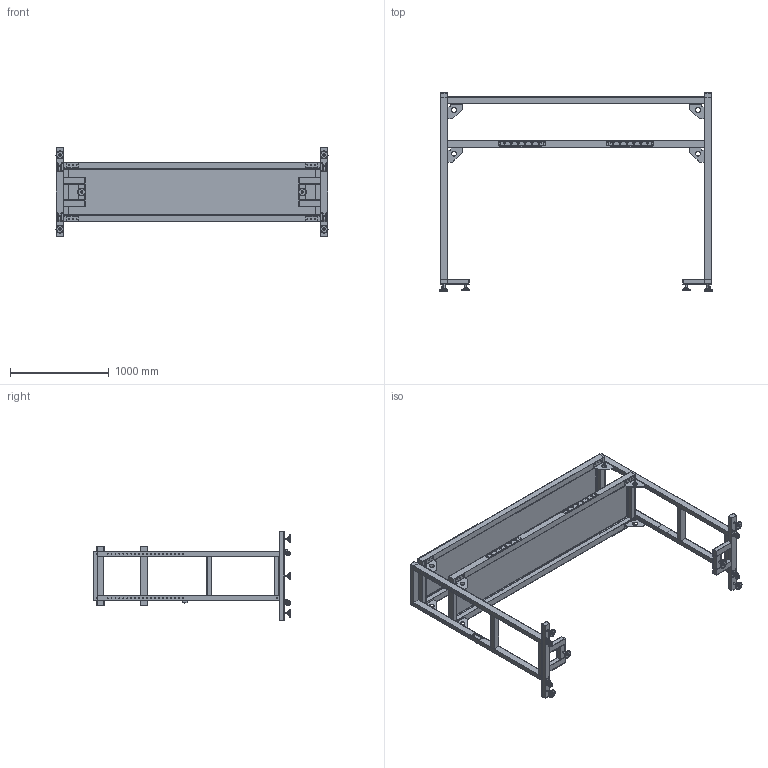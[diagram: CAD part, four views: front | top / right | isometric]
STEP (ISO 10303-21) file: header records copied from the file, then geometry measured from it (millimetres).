
FILE_DESCRIPTION (( 'STEP AP203' ), '1' );
FILE_NAME ('516212.STEP', '2025-07-03T06:38:22', ( '' ), ( '' ), 'SwSTEP 2.0', 'SolidWorks 2020', '' );
FILE_SCHEMA (( 'CONFIG_CONTROL_DESIGN' ));
Length unit declared in the file: millimetre
Products named in the file (1): 516212
Bounding box: 2749.93 x 2001 x 900 mm (x, y, z)
Volume: 25335333.8 mm3; surface area: 18177674 mm2
Topology: 57 solids, 57 shells, 2555 faces, 6580 edges, 4296 vertices
Faces by surface type: plane 1431, cylinder 1048, torus 48, bspline 16, cone 12
Entity records: 79599 total; most frequent: CARTESIAN_POINT 14232, DIRECTION 13744, ORIENTED_EDGE 13160, EDGE_CURVE 6580, AXIS2_PLACEMENT_3D 4688, LINE 4368, VECTOR 4368, VERTEX_POINT 4296
